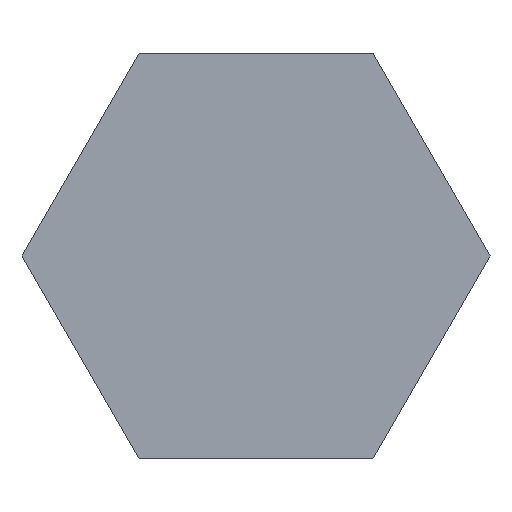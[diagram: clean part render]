
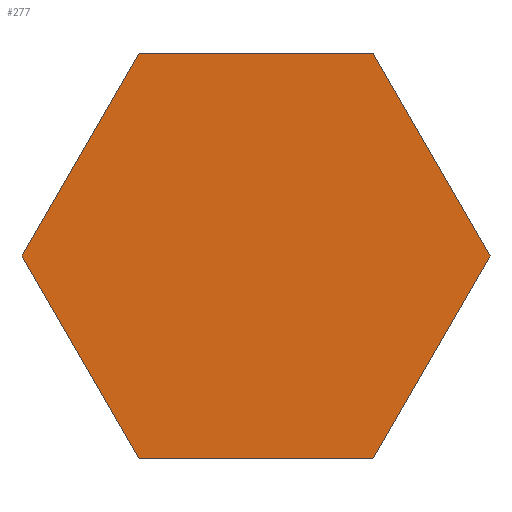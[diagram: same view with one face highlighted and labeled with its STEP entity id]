
A CAD part, front view. The second image highlights one B-rep face of the part: STEP entity #277.
In plain terms, the highlighted planar face has unit normal (0, -1, 0).
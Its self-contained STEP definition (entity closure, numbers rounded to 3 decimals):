
#19 = CARTESIAN_POINT ( 'NONE',  ( 2.887, 0., 5. ) ) ;
#38 = VECTOR ( 'NONE', #360, 1000. ) ;
#39 = EDGE_LOOP ( 'NONE', ( #389, #93, #214, #329, #120, #147 ) ) ;
#41 = CARTESIAN_POINT ( 'NONE',  ( -2.887, 0., -5. ) ) ;
#45 = CARTESIAN_POINT ( 'NONE',  ( -2.887, 0., -5. ) ) ;
#55 = CARTESIAN_POINT ( 'NONE',  ( 2.887, 0., -5. ) ) ;
#66 = CARTESIAN_POINT ( 'NONE',  ( -5.774, 0., 0. ) ) ;
#76 = EDGE_CURVE ( 'NONE', #451, #343, #259, .T. ) ;
#79 = CARTESIAN_POINT ( 'NONE',  ( 0., 0., 0. ) ) ;
#93 = ORIENTED_EDGE ( 'NONE', *, *, #162, .F. ) ;
#117 = VECTOR ( 'NONE', #306, 1000. ) ;
#119 = VERTEX_POINT ( 'NONE', #283 ) ;
#120 = ORIENTED_EDGE ( 'NONE', *, *, #369, .F. ) ;
#147 = ORIENTED_EDGE ( 'NONE', *, *, #207, .F. ) ;
#149 = CARTESIAN_POINT ( 'NONE',  ( 5.774, 0., 0. ) ) ;
#162 = EDGE_CURVE ( 'NONE', #343, #247, #261, .T. ) ;
#178 = CARTESIAN_POINT ( 'NONE',  ( 2.887, 0., -5. ) ) ;
#179 = VECTOR ( 'NONE', #418, 1000. ) ;
#185 = CARTESIAN_POINT ( 'NONE',  ( -2.887, 0., 5. ) ) ;
#190 = VERTEX_POINT ( 'NONE', #178 ) ;
#191 = LINE ( 'NONE', #45, #179 ) ;
#207 = EDGE_CURVE ( 'NONE', #119, #190, #359, .T. ) ;
#212 = DIRECTION ( 'NONE',  ( 0., 1., 0. ) ) ;
#213 = CARTESIAN_POINT ( 'NONE',  ( -5.774, 0., 0. ) ) ;
#214 = ORIENTED_EDGE ( 'NONE', *, *, #76, .F. ) ;
#234 = VERTEX_POINT ( 'NONE', #41 ) ;
#247 = VERTEX_POINT ( 'NONE', #411 ) ;
#254 = FACE_OUTER_BOUND ( 'NONE', #39, .T. ) ;
#259 = LINE ( 'NONE', #66, #38 ) ;
#261 = LINE ( 'NONE', #185, #472 ) ;
#266 = CARTESIAN_POINT ( 'NONE',  ( -2.887, 0., 5. ) ) ;
#277 = ADVANCED_FACE ( 'NONE', ( #254 ), #375, .F. ) ;
#283 = CARTESIAN_POINT ( 'NONE',  ( 5.774, 0., 0. ) ) ;
#304 = EDGE_CURVE ( 'NONE', #247, #119, #449, .T. ) ;
#306 = DIRECTION ( 'NONE',  ( 0.5, 0., -0.866 ) ) ;
#329 = ORIENTED_EDGE ( 'NONE', *, *, #506, .F. ) ;
#336 = AXIS2_PLACEMENT_3D ( 'NONE', #79, #212, #415 ) ;
#343 = VERTEX_POINT ( 'NONE', #266 ) ;
#353 = LINE ( 'NONE', #55, #476 ) ;
#359 = LINE ( 'NONE', #149, #456 ) ;
#360 = DIRECTION ( 'NONE',  ( 0.5, 0., 0.866 ) ) ;
#369 = EDGE_CURVE ( 'NONE', #190, #234, #353, .T. ) ;
#375 = PLANE ( 'NONE',  #336 ) ;
#389 = ORIENTED_EDGE ( 'NONE', *, *, #304, .F. ) ;
#411 = CARTESIAN_POINT ( 'NONE',  ( 2.887, 0., 5. ) ) ;
#415 = DIRECTION ( 'NONE',  ( 0., 0., 1. ) ) ;
#418 = DIRECTION ( 'NONE',  ( -0.5, 0., 0.866 ) ) ;
#430 = DIRECTION ( 'NONE',  ( -1., 0., 0. ) ) ;
#449 = LINE ( 'NONE', #19, #117 ) ;
#451 = VERTEX_POINT ( 'NONE', #213 ) ;
#456 = VECTOR ( 'NONE', #524, 1000. ) ;
#472 = VECTOR ( 'NONE', #514, 1000. ) ;
#476 = VECTOR ( 'NONE', #430, 1000. ) ;
#506 = EDGE_CURVE ( 'NONE', #234, #451, #191, .T. ) ;
#514 = DIRECTION ( 'NONE',  ( 1., 0., 0. ) ) ;
#524 = DIRECTION ( 'NONE',  ( -0.5, 0., -0.866 ) ) ;
